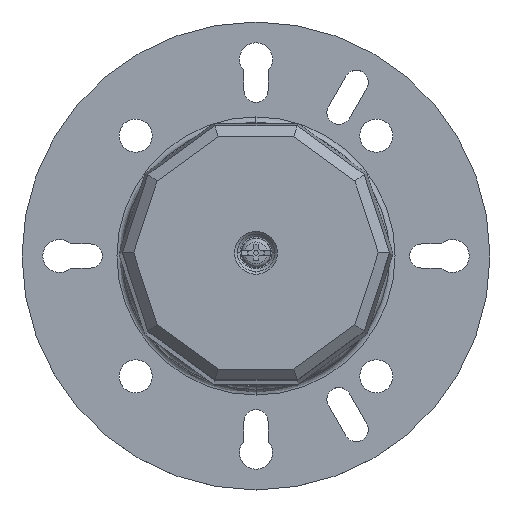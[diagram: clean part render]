
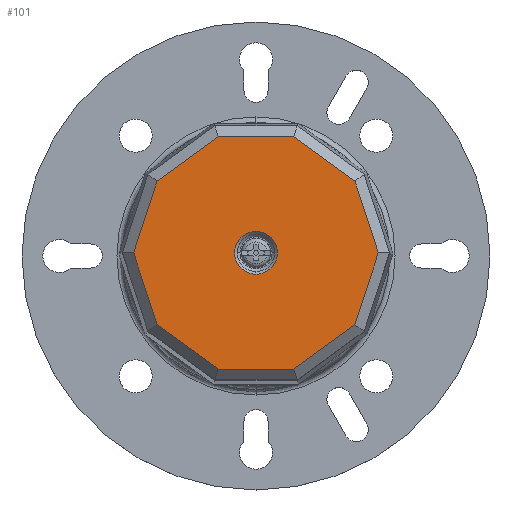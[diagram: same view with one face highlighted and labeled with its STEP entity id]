
A CAD part, top view. The second image highlights one B-rep face of the part: STEP entity #101.
In plain terms, the highlighted planar face has unit normal (0, 0, 1).
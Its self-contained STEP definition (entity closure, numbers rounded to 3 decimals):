
#101 = ADVANCED_FACE ( 'NONE', ( #8921, #10499 ), #327, .T. ) ;
#154 = CARTESIAN_POINT ( 'NONE',  ( 0., -4., 335. ) ) ;
#167 = DIRECTION ( 'NONE',  ( 1., 0., 0. ) ) ;
#243 = AXIS2_PLACEMENT_3D ( 'NONE', #6786, #12090, #6545 ) ;
#327 = PLANE ( 'NONE',  #17607 ) ;
#464 = DIRECTION ( 'NONE',  ( -1., 0., 0. ) ) ;
#522 = VECTOR ( 'NONE', #3167, 1000. ) ;
#1099 = VERTEX_POINT ( 'NONE', #12258 ) ;
#1203 = VERTEX_POINT ( 'NONE', #15754 ) ;
#1400 = VERTEX_POINT ( 'NONE', #4994 ) ;
#1620 = VERTEX_POINT ( 'NONE', #2014 ) ;
#1819 = LINE ( 'NONE', #12010, #7753 ) ;
#1967 = ORIENTED_EDGE ( 'NONE', *, *, #3665, .F. ) ;
#2014 = CARTESIAN_POINT ( 'NONE',  ( -7.067, 21.75, 335. ) ) ;
#2073 = CARTESIAN_POINT ( 'NONE',  ( -18.502, 13.442, 335. ) ) ;
#2097 = CARTESIAN_POINT ( 'NONE',  ( 22.869, 0., 335. ) ) ;
#2152 = LINE ( 'NONE', #12113, #13192 ) ;
#2673 = DIRECTION ( 'NONE',  ( 0., -1., 0. ) ) ;
#3167 = DIRECTION ( 'NONE',  ( 0.809, -0.588, 0. ) ) ;
#3238 = VERTEX_POINT ( 'NONE', #154 ) ;
#3255 = EDGE_CURVE ( 'NONE', #1400, #1620, #10661, .T. ) ;
#3665 = EDGE_CURVE ( 'NONE', #20060, #1203, #2152, .T. ) ;
#3807 = VECTOR ( 'NONE', #5090, 1000. ) ;
#4360 = CARTESIAN_POINT ( 'NONE',  ( 18.502, 13.442, 335. ) ) ;
#4577 = VECTOR ( 'NONE', #9004, 1000. ) ;
#4813 = EDGE_CURVE ( 'NONE', #4960, #20060, #1819, .T. ) ;
#4960 = VERTEX_POINT ( 'NONE', #9177 ) ;
#4994 = CARTESIAN_POINT ( 'NONE',  ( -18.502, 13.442, 335. ) ) ;
#5090 = DIRECTION ( 'NONE',  ( 0.309, 0.951, 0. ) ) ;
#5400 = ORIENTED_EDGE ( 'NONE', *, *, #5622, .F. ) ;
#5544 = LINE ( 'NONE', #14473, #5951 ) ;
#5622 = EDGE_CURVE ( 'NONE', #3238, #11954, #15381, .T. ) ;
#5848 = LINE ( 'NONE', #4360, #17075 ) ;
#5849 = DIRECTION ( 'NONE',  ( 0., 0., 1. ) ) ;
#5951 = VECTOR ( 'NONE', #19660, 1000. ) ;
#6053 = ORIENTED_EDGE ( 'NONE', *, *, #12484, .F. ) ;
#6360 = CIRCLE ( 'NONE', #18995, 4. ) ;
#6545 = DIRECTION ( 'NONE',  ( 0., -1., 0. ) ) ;
#6786 = CARTESIAN_POINT ( 'NONE',  ( 0., 0., 335. ) ) ;
#6949 = LINE ( 'NONE', #15642, #15399 ) ;
#7753 = VECTOR ( 'NONE', #8729, 1000. ) ;
#7979 = EDGE_CURVE ( 'NONE', #15890, #1099, #20341, .T. ) ;
#8729 = DIRECTION ( 'NONE',  ( -0.809, -0.588, 0. ) ) ;
#8885 = ORIENTED_EDGE ( 'NONE', *, *, #16019, .F. ) ;
#8888 = LINE ( 'NONE', #2097, #4577 ) ;
#8921 = FACE_BOUND ( 'NONE', #21635, .T. ) ;
#9004 = DIRECTION ( 'NONE',  ( -0.309, -0.951, 0. ) ) ;
#9140 = DIRECTION ( 'NONE',  ( 0.309, -0.951, 0. ) ) ;
#9177 = CARTESIAN_POINT ( 'NONE',  ( 18.502, -13.442, 335. ) ) ;
#9478 = DIRECTION ( 'NONE',  ( 0., 0., 1. ) ) ;
#10499 = FACE_OUTER_BOUND ( 'NONE', #18071, .T. ) ;
#10661 = LINE ( 'NONE', #2073, #12107 ) ;
#10830 = DIRECTION ( 'NONE',  ( 1., 0., 0. ) ) ;
#10999 = DIRECTION ( 'NONE',  ( 0.809, 0.588, 0. ) ) ;
#11069 = CARTESIAN_POINT ( 'NONE',  ( 7.067, 21.75, 335. ) ) ;
#11580 = CARTESIAN_POINT ( 'NONE',  ( 22.869, 0., 335. ) ) ;
#11704 = VERTEX_POINT ( 'NONE', #11580 ) ;
#11871 = ORIENTED_EDGE ( 'NONE', *, *, #22330, .F. ) ;
#11954 = VERTEX_POINT ( 'NONE', #20506 ) ;
#12010 = CARTESIAN_POINT ( 'NONE',  ( 18.502, -13.442, 335. ) ) ;
#12090 = DIRECTION ( 'NONE',  ( 0., 0., 1. ) ) ;
#12107 = VECTOR ( 'NONE', #10999, 1000. ) ;
#12113 = CARTESIAN_POINT ( 'NONE',  ( 7.067, -21.75, 335. ) ) ;
#12258 = CARTESIAN_POINT ( 'NONE',  ( 18.502, 13.442, 335. ) ) ;
#12383 = DIRECTION ( 'NONE',  ( -0.309, 0.951, 0. ) ) ;
#12484 = EDGE_CURVE ( 'NONE', #1099, #11704, #5848, .T. ) ;
#12797 = EDGE_CURVE ( 'NONE', #14623, #17745, #13971, .T. ) ;
#13072 = VECTOR ( 'NONE', #12383, 1000. ) ;
#13192 = VECTOR ( 'NONE', #464, 1000. ) ;
#13324 = ORIENTED_EDGE ( 'NONE', *, *, #18481, .F. ) ;
#13384 = CARTESIAN_POINT ( 'NONE',  ( -18.502, -13.442, 335. ) ) ;
#13971 = LINE ( 'NONE', #15775, #13072 ) ;
#14107 = CARTESIAN_POINT ( 'NONE',  ( -25.156, -23.925, 335. ) ) ;
#14198 = ORIENTED_EDGE ( 'NONE', *, *, #20094, .F. ) ;
#14473 = CARTESIAN_POINT ( 'NONE',  ( -7.067, -21.75, 335. ) ) ;
#14623 = VERTEX_POINT ( 'NONE', #13384 ) ;
#14774 = CARTESIAN_POINT ( 'NONE',  ( 0., 0., 335. ) ) ;
#15191 = ORIENTED_EDGE ( 'NONE', *, *, #4813, .F. ) ;
#15360 = CARTESIAN_POINT ( 'NONE',  ( -22.869, 0., 335. ) ) ;
#15381 = CIRCLE ( 'NONE', #243, 4. ) ;
#15399 = VECTOR ( 'NONE', #167, 1000. ) ;
#15595 = CARTESIAN_POINT ( 'NONE',  ( -22.869, 0., 335. ) ) ;
#15642 = CARTESIAN_POINT ( 'NONE',  ( -7.067, 21.75, 335. ) ) ;
#15754 = CARTESIAN_POINT ( 'NONE',  ( -7.067, -21.75, 335. ) ) ;
#15775 = CARTESIAN_POINT ( 'NONE',  ( -18.502, -13.442, 335. ) ) ;
#15890 = VERTEX_POINT ( 'NONE', #11069 ) ;
#16019 = EDGE_CURVE ( 'NONE', #11954, #3238, #6360, .T. ) ;
#17075 = VECTOR ( 'NONE', #9140, 1000. ) ;
#17607 = AXIS2_PLACEMENT_3D ( 'NONE', #14107, #5849, #10830 ) ;
#17745 = VERTEX_POINT ( 'NONE', #15360 ) ;
#18071 = EDGE_LOOP ( 'NONE', ( #11871, #1967, #15191, #18890, #6053, #19396, #13324, #21897, #14198, #21870 ) ) ;
#18481 = EDGE_CURVE ( 'NONE', #1620, #15890, #6949, .T. ) ;
#18661 = CARTESIAN_POINT ( 'NONE',  ( 7.067, 21.75, 335. ) ) ;
#18890 = ORIENTED_EDGE ( 'NONE', *, *, #21192, .F. ) ;
#18995 = AXIS2_PLACEMENT_3D ( 'NONE', #14774, #9478, #2673 ) ;
#19103 = CARTESIAN_POINT ( 'NONE',  ( 7.067, -21.75, 335. ) ) ;
#19396 = ORIENTED_EDGE ( 'NONE', *, *, #7979, .F. ) ;
#19660 = DIRECTION ( 'NONE',  ( -0.809, 0.588, 0. ) ) ;
#20060 = VERTEX_POINT ( 'NONE', #19103 ) ;
#20094 = EDGE_CURVE ( 'NONE', #17745, #1400, #21018, .T. ) ;
#20341 = LINE ( 'NONE', #18661, #522 ) ;
#20506 = CARTESIAN_POINT ( 'NONE',  ( 0., 4., 335. ) ) ;
#21018 = LINE ( 'NONE', #15595, #3807 ) ;
#21192 = EDGE_CURVE ( 'NONE', #11704, #4960, #8888, .T. ) ;
#21635 = EDGE_LOOP ( 'NONE', ( #8885, #5400 ) ) ;
#21870 = ORIENTED_EDGE ( 'NONE', *, *, #12797, .F. ) ;
#21897 = ORIENTED_EDGE ( 'NONE', *, *, #3255, .F. ) ;
#22330 = EDGE_CURVE ( 'NONE', #1203, #14623, #5544, .T. ) ;
